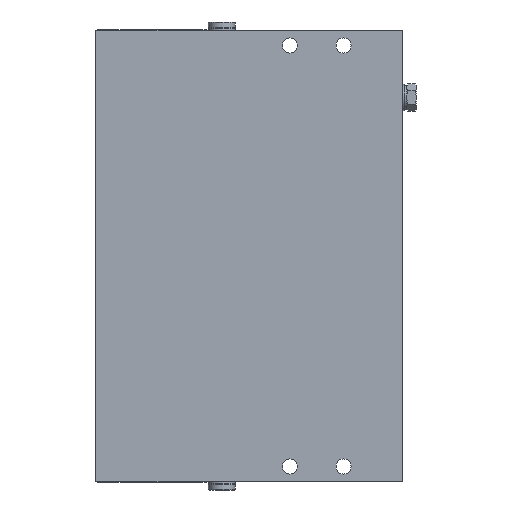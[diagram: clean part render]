
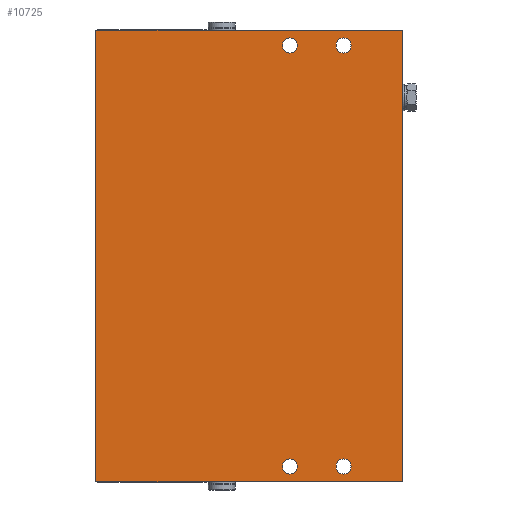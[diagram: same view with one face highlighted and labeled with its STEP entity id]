
A CAD part, front view. The second image highlights one B-rep face of the part: STEP entity #10725.
In plain terms, the highlighted planar face has unit normal (0, -1, 0).
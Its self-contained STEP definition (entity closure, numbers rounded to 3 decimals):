
#629=CIRCLE('',#11936,2.25);
#630=CIRCLE('',#11937,2.25);
#631=CIRCLE('',#11938,2.25);
#632=CIRCLE('',#11939,2.25);
#1398=ORIENTED_EDGE('',*,*,#4195,.T.);
#1399=ORIENTED_EDGE('',*,*,#4196,.T.);
#1400=ORIENTED_EDGE('',*,*,#4197,.T.);
#1401=ORIENTED_EDGE('',*,*,#4198,.T.);
#1402=ORIENTED_EDGE('',*,*,#4199,.T.);
#1403=ORIENTED_EDGE('',*,*,#4200,.F.);
#1404=ORIENTED_EDGE('',*,*,#4150,.F.);
#1405=ORIENTED_EDGE('',*,*,#3826,.T.);
#3826=EDGE_CURVE('',#5230,#5229,#6314,.T.);
#4150=EDGE_CURVE('',#5230,#5552,#6485,.T.);
#4195=EDGE_CURVE('',#5590,#5590,#629,.T.);
#4196=EDGE_CURVE('',#5591,#5591,#630,.T.);
#4197=EDGE_CURVE('',#5592,#5592,#631,.T.);
#4198=EDGE_CURVE('',#5593,#5593,#632,.T.);
#4199=EDGE_CURVE('',#5229,#5594,#6508,.T.);
#4200=EDGE_CURVE('',#5552,#5594,#6509,.T.);
#5229=VERTEX_POINT('',#16453);
#5230=VERTEX_POINT('',#16455);
#5552=VERTEX_POINT('',#17103);
#5590=VERTEX_POINT('',#17220);
#5591=VERTEX_POINT('',#17222);
#5592=VERTEX_POINT('',#17224);
#5593=VERTEX_POINT('',#17226);
#5594=VERTEX_POINT('',#17228);
#6314=LINE('',#16454,#7108);
#6485=LINE('',#17102,#7279);
#6508=LINE('',#17227,#7302);
#6509=LINE('',#17229,#7303);
#7108=VECTOR('',#13060,1000.);
#7279=VECTOR('',#13541,1000.);
#7302=VECTOR('',#13620,1000.);
#7303=VECTOR('',#13621,1000.);
#8064=EDGE_LOOP('',(#1398));
#8065=EDGE_LOOP('',(#1399));
#8066=EDGE_LOOP('',(#1400));
#8067=EDGE_LOOP('',(#1401));
#8068=EDGE_LOOP('',(#1402,#1403,#1404,#1405));
#9266=FACE_BOUND('',#8064,.T.);
#9267=FACE_BOUND('',#8065,.T.);
#9268=FACE_BOUND('',#8066,.T.);
#9269=FACE_BOUND('',#8067,.T.);
#9270=FACE_BOUND('',#8068,.T.);
#10331=PLANE('',#11935);
#10725=ADVANCED_FACE('',(#9266,#9267,#9268,#9269,#9270),#10331,.F.);
#11935=AXIS2_PLACEMENT_3D('',#17218,#13610,#13611);
#11936=AXIS2_PLACEMENT_3D('',#17219,#13612,#13613);
#11937=AXIS2_PLACEMENT_3D('',#17221,#13614,#13615);
#11938=AXIS2_PLACEMENT_3D('',#17223,#13616,#13617);
#11939=AXIS2_PLACEMENT_3D('',#17225,#13618,#13619);
#13060=DIRECTION('',(0.,0.,-1.));
#13541=DIRECTION('',(1.,0.,0.));
#13610=DIRECTION('',(0.,1.,0.));
#13611=DIRECTION('',(0.,0.,1.));
#13612=DIRECTION('',(0.,1.,0.));
#13613=DIRECTION('',(1.,0.,0.));
#13614=DIRECTION('',(0.,1.,0.));
#13615=DIRECTION('',(1.,0.,0.));
#13616=DIRECTION('',(0.,1.,0.));
#13617=DIRECTION('',(1.,0.,0.));
#13618=DIRECTION('',(0.,1.,0.));
#13619=DIRECTION('',(1.,0.,0.));
#13620=DIRECTION('',(1.,0.,0.));
#13621=DIRECTION('',(0.,0.,-1.));
#16453=CARTESIAN_POINT('',(0.,-23.,0.));
#16454=CARTESIAN_POINT('',(0.,-23.,134.5));
#16455=CARTESIAN_POINT('',(0.,-23.,134.5));
#17102=CARTESIAN_POINT('',(0.,-23.,134.5));
#17103=CARTESIAN_POINT('',(91.5,-23.,134.5));
#17218=CARTESIAN_POINT('',(0.,-23.,134.5));
#17219=CARTESIAN_POINT('',(33.65,-23.,4.5));
#17220=CARTESIAN_POINT('',(35.9,-23.,4.5));
#17221=CARTESIAN_POINT('',(17.65,-23.,130.));
#17222=CARTESIAN_POINT('',(19.9,-23.,130.));
#17223=CARTESIAN_POINT('',(33.65,-23.,130.));
#17224=CARTESIAN_POINT('',(35.9,-23.,130.));
#17225=CARTESIAN_POINT('',(17.65,-23.,4.5));
#17226=CARTESIAN_POINT('',(19.9,-23.,4.5));
#17227=CARTESIAN_POINT('',(0.,-23.,0.));
#17228=CARTESIAN_POINT('',(91.5,-23.,0.));
#17229=CARTESIAN_POINT('',(91.5,-23.,134.5));
